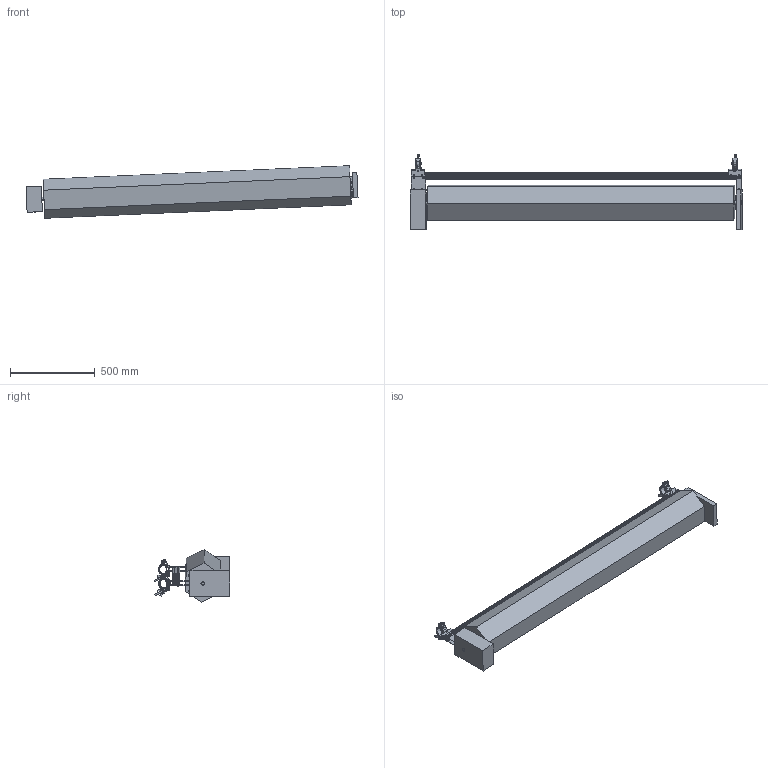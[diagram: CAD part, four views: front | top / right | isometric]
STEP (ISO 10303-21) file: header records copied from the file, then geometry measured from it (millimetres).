
FILE_DESCRIPTION (( 'STEP AP214' ), '1' );
FILE_NAME ('288.001.001_Snowmachine.STEP', '2019-06-25T12:39:49', ( '' ), ( '' ), 'SwSTEP 2.0', 'SolidWorks 2018', '' );
FILE_SCHEMA (( 'AUTOMOTIVE_DESIGN' ));
Length unit declared in the file: millimetre
Products named in the file (1): 288.001.001_Snowmachine
Bounding box: 1957.71 x 446.76 x 309.78 mm (x, y, z)
Surface area: 2493088.8 mm2 (no closed solid volume)
Topology: 0 solids, 42 shells, 478 faces, 1541 edges, 1086 vertices
Faces by surface type: plane 258, cylinder 148, bspline 64, cone 8
Entity records: 27664 total; most frequent: CARTESIAN_POINT 9232, ORIENTED_EDGE 2607, DIRECTION 2603, EDGE_CURVE 1537, VERTEX_POINT 1086, AXIS2_PLACEMENT_3D 869, LINE 865, VECTOR 865
